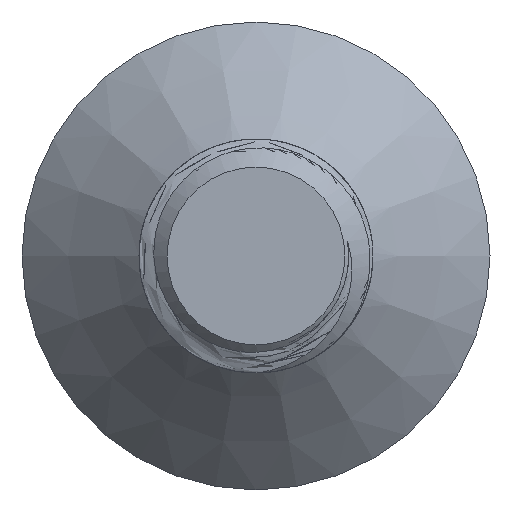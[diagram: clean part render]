
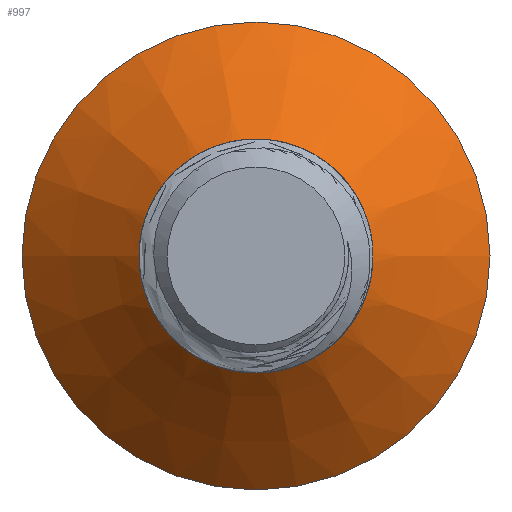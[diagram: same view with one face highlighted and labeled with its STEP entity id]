
A CAD part, left-side view. The second image highlights one B-rep face of the part: STEP entity #997.
In plain terms, the highlighted conical face has half-angle 45 degrees and reference radius 2.5 mm.
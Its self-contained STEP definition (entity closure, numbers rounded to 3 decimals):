
#39=CONICAL_SURFACE('',#1075,2.5,0.785);
#84=FACE_OUTER_BOUND('',#143,.T.);
#143=EDGE_LOOP('',(#764,#765,#766,#767,#768,#769));
#165=CIRCLE('',#1034,2.5);
#169=CIRCLE('',#1076,5.);
#252=B_SPLINE_CURVE_WITH_KNOTS('',3,(#4020,#4021,#4022,#4023,#4024,#4025,
#4026,#4027,#4028,#4029,#4030,#4031,#4032,#4033,#4034,#4035,#4036,#4037,
#4038,#4039,#4040,#4041,#4042,#4043,#4044,#4045,#4046,#4047,#4048,#4049,
#4050,#4051,#4052,#4053),.UNSPECIFIED.,.F.,.F.,(4,2,2,2,2,2,2,2,2,2,2,2,
2,2,2,2,4),(0.176,0.181,0.227,0.26,
0.286,0.304,0.318,0.33,
0.34,0.35,0.358,0.365,
0.371,0.376,0.381,0.384,
0.387),.UNSPECIFIED.);
#296=LINE('',#3986,#348);
#297=LINE('',#4055,#349);
#348=VECTOR('',#1222,2.5);
#349=VECTOR('',#1231,2.5);
#366=VERTEX_POINT('',#1308);
#367=VERTEX_POINT('',#1329);
#440=VERTEX_POINT('',#3985);
#445=VERTEX_POINT('',#4054);
#463=EDGE_CURVE('',#367,#366,#165,.T.);
#571=EDGE_CURVE('',#366,#440,#296,.T.);
#577=EDGE_CURVE('',#440,#367,#252,.T.);
#578=EDGE_CURVE('',#445,#366,#297,.T.);
#579=EDGE_CURVE('',#445,#445,#169,.T.);
#764=ORIENTED_EDGE('',*,*,#571,.T.);
#765=ORIENTED_EDGE('',*,*,#577,.T.);
#766=ORIENTED_EDGE('',*,*,#463,.T.);
#767=ORIENTED_EDGE('',*,*,#578,.F.);
#768=ORIENTED_EDGE('',*,*,#579,.F.);
#769=ORIENTED_EDGE('',*,*,#578,.T.);
#997=ADVANCED_FACE('',(#84),#39,.T.);
#1034=AXIS2_PLACEMENT_3D('',#1330,#1111,#1112);
#1075=AXIS2_PLACEMENT_3D('',#4019,#1229,#1230);
#1076=AXIS2_PLACEMENT_3D('',#4056,#1232,#1233);
#1111=DIRECTION('center_axis',(0.,0.,1.));
#1112=DIRECTION('ref_axis',(0.,-1.,0.));
#1222=DIRECTION('',(0.,-0.707,-0.707));
#1229=DIRECTION('center_axis',(0.,0.,1.));
#1230=DIRECTION('ref_axis',(0.,-1.,0.));
#1231=DIRECTION('',(0.,-0.707,-0.707));
#1232=DIRECTION('center_axis',(0.,0.,1.));
#1233=DIRECTION('ref_axis',(0.,-1.,0.));
#1308=CARTESIAN_POINT('',(0.,2.5,-2.8));
#1329=CARTESIAN_POINT('',(1.768,1.768,-2.8));
#1330=CARTESIAN_POINT('Origin',(0.,0.,-2.8));
#3985=CARTESIAN_POINT('',(0.,2.056,-3.244));
#3986=CARTESIAN_POINT('',(0.,2.5,-2.8));
#4019=CARTESIAN_POINT('Origin',(0.,0.,-2.8));
#4020=CARTESIAN_POINT('Ctrl Pts',(0.,2.056,
-3.244));
#4021=CARTESIAN_POINT('Ctrl Pts',(-0.03,2.057,
-3.243));
#4022=CARTESIAN_POINT('Ctrl Pts',(-0.06,2.058,
-3.242));
#4023=CARTESIAN_POINT('Ctrl Pts',(-0.365,2.056,-3.23));
#4024=CARTESIAN_POINT('Ctrl Pts',(-0.637,2.,-3.219));
#4025=CARTESIAN_POINT('Ctrl Pts',(-1.067,1.818,-3.201));
#4026=CARTESIAN_POINT('Ctrl Pts',(-1.312,1.687,-3.19));
#4027=CARTESIAN_POINT('Ctrl Pts',(-1.745,1.255,-3.168));
#4028=CARTESIAN_POINT('Ctrl Pts',(-1.898,1.03,-3.157));
#4029=CARTESIAN_POINT('Ctrl Pts',(-2.082,0.607,-3.14));
#4030=CARTESIAN_POINT('Ctrl Pts',(-2.179,0.326,-3.129));
#4031=CARTESIAN_POINT('Ctrl Pts',(-2.188,-0.322,
-3.106));
#4032=CARTESIAN_POINT('Ctrl Pts',(-2.14,-0.597,-3.095));
#4033=CARTESIAN_POINT('Ctrl Pts',(-1.958,-1.082,-3.076));
#4034=CARTESIAN_POINT('Ctrl Pts',(-1.818,-1.344,-3.065));
#4035=CARTESIAN_POINT('Ctrl Pts',(-1.387,-1.802,-3.044));
#4036=CARTESIAN_POINT('Ctrl Pts',(-1.156,-1.97,-3.033));
#4037=CARTESIAN_POINT('Ctrl Pts',(-0.627,-2.221,
-3.012));
#4038=CARTESIAN_POINT('Ctrl Pts',(-0.332,-2.295,
-3.001));
#4039=CARTESIAN_POINT('Ctrl Pts',(0.189,-2.319,-2.984));
#4040=CARTESIAN_POINT('Ctrl Pts',(0.485,-2.301,-2.974));
#4041=CARTESIAN_POINT('Ctrl Pts',(1.109,-2.095,-2.951));
#4042=CARTESIAN_POINT('Ctrl Pts',(1.383,-1.938,-2.94));
#4043=CARTESIAN_POINT('Ctrl Pts',(1.816,-1.56,-2.921));
#4044=CARTESIAN_POINT('Ctrl Pts',(2.012,-1.329,-2.911));
#4045=CARTESIAN_POINT('Ctrl Pts',(2.313,-0.754,-2.889));
#4046=CARTESIAN_POINT('Ctrl Pts',(2.403,-0.443,-2.878));
#4047=CARTESIAN_POINT('Ctrl Pts',(2.453,0.163,-2.858));
#4048=CARTESIAN_POINT('Ctrl Pts',(2.428,0.474,-2.848));
#4049=CARTESIAN_POINT('Ctrl Pts',(2.28,0.965,-2.831));
#4050=CARTESIAN_POINT('Ctrl Pts',(2.207,1.137,-2.825));
#4051=CARTESIAN_POINT('Ctrl Pts',(2.039,1.432,-2.814));
#4052=CARTESIAN_POINT('Ctrl Pts',(1.93,1.595,-2.807));
#4053=CARTESIAN_POINT('Ctrl Pts',(1.768,1.768,-2.8));
#4054=CARTESIAN_POINT('',(0.,5.,-0.3));
#4055=CARTESIAN_POINT('',(0.,2.5,-2.8));
#4056=CARTESIAN_POINT('Origin',(0.,0.,-0.3));
